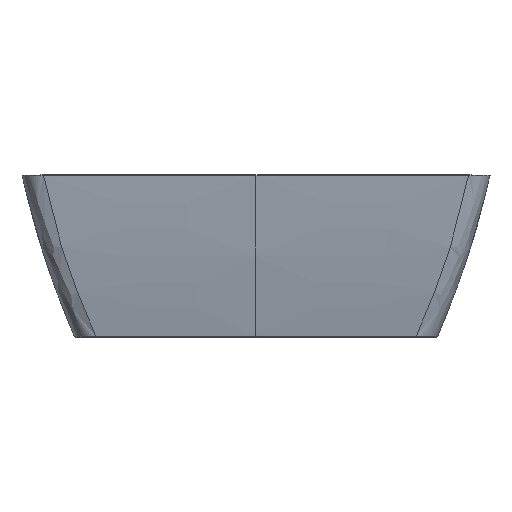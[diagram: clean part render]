
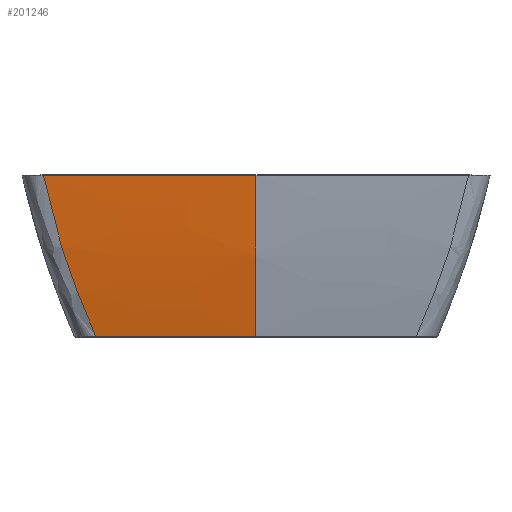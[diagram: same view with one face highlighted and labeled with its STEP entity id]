
A CAD part, top view. The second image highlights one B-rep face of the part: STEP entity #201246.
In plain terms, the highlighted free-form (B-spline) face has degree [5, 3] with [7, 4] control points.
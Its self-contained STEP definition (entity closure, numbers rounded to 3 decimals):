
#152772=CARTESIAN_POINT('',(-614.064,-617.666,
296.532));
#152929=CARTESIAN_POINT('',(-814.751,-1.251,
396.876));
#152930=CARTESIAN_POINT('',(-810.102,-24.685,
394.551));
#152931=CARTESIAN_POINT('',(-785.584,-139.968,
382.292));
#152932=CARTESIAN_POINT('',(-727.127,-346.3,
353.064));
#152933=CARTESIAN_POINT('',(-655.081,-527.59,
317.041));
#152934=CARTESIAN_POINT('',(-614.064,-617.666,
296.532));
#153224=DIRECTION('',(-1.,0.,0.));
#153225=VECTOR('',#153224,614.064);
#153226=CARTESIAN_POINT('',(0.,-617.666,
296.532));
#153227=LINE('',#153226,#153225);
#153231=DIRECTION('',(1.,0.,0.));
#153232=VECTOR('',#153231,364.751);
#153233=CARTESIAN_POINT('',(-814.751,-1.251,
396.876));
#153234=LINE('',#153233,#153232);
#153238=DIRECTION('',(1.,0.,0.));
#153239=VECTOR('',#153238,450.);
#153240=CARTESIAN_POINT('',(-450.,-1.244,
396.876));
#153241=LINE('',#153240,#153239);
#153245=CARTESIAN_POINT('',(0.,-617.666,
296.532));
#153246=CARTESIAN_POINT('',(0.,-527.59,
317.041));
#153247=CARTESIAN_POINT('',(0.,-346.3,353.064));
#153248=CARTESIAN_POINT('',(0.,-139.965,382.292));
#153249=CARTESIAN_POINT('',(0.,-24.678,394.552));
#153250=CARTESIAN_POINT('',(0.,-1.241,396.877));
#154739=CARTESIAN_POINT('',(0.,-1.241,396.877));
#154740=VERTEX_POINT('',#154739);
#154742=CARTESIAN_POINT('',(-450.,-1.244,
396.876));
#154743=VERTEX_POINT('',#154742);
#154745=CARTESIAN_POINT('',(-814.751,-1.251,
396.876));
#154746=VERTEX_POINT('',#154745);
#154831=VERTEX_POINT('',#152772);
#154833=CARTESIAN_POINT('',(0.,-617.666,
296.532));
#154834=VERTEX_POINT('',#154833);
#201208=CARTESIAN_POINT('',(-617.502,-623.526,
295.194));
#201209=CARTESIAN_POINT('',(-409.63,-623.526,
295.194));
#201210=CARTESIAN_POINT('',(-201.758,-623.526,
295.194));
#201211=CARTESIAN_POINT('',(6.114,-623.526,
295.194));
#201212=CARTESIAN_POINT('',(-668.019,-514.292,
320.203));
#201213=CARTESIAN_POINT('',(-443.142,-514.292,
320.203));
#201214=CARTESIAN_POINT('',(-218.264,-514.292,
320.203));
#201215=CARTESIAN_POINT('',(6.614,-514.292,
320.203));
#201216=CARTESIAN_POINT('',(-718.442,-389.264,
345.165));
#201217=CARTESIAN_POINT('',(-476.59,-389.264,
345.165));
#201218=CARTESIAN_POINT('',(-234.739,-389.264,
345.165));
#201219=CARTESIAN_POINT('',(7.113,-389.264,
345.165));
#201220=CARTESIAN_POINT('',(-760.801,-263.477,
366.134));
#201221=CARTESIAN_POINT('',(-504.69,-263.477,
366.134));
#201222=CARTESIAN_POINT('',(-248.579,-263.477,
366.134));
#201223=CARTESIAN_POINT('',(7.533,-263.477,
366.134));
#201224=CARTESIAN_POINT('',(-795.038,-137.102,
383.083));
#201225=CARTESIAN_POINT('',(-527.401,-137.102,
383.083));
#201226=CARTESIAN_POINT('',(-259.765,-137.102,
383.083));
#201227=CARTESIAN_POINT('',(7.872,-137.102,
383.083));
#201228=CARTESIAN_POINT('',(-821.115,-10.311,
395.992));
#201229=CARTESIAN_POINT('',(-544.7,-10.311,
395.992));
#201230=CARTESIAN_POINT('',(-268.285,-10.311,
395.992));
#201231=CARTESIAN_POINT('',(8.13,-10.311,
395.992));
#201232=CARTESIAN_POINT('',(-824.144,5.002,
397.492));
#201233=CARTESIAN_POINT('',(-546.709,5.002,
397.492));
#201234=CARTESIAN_POINT('',(-269.275,5.002,
397.492));
#201235=CARTESIAN_POINT('',(8.16,5.002,
397.492));
#201236=B_SPLINE_SURFACE_WITH_KNOTS('',5,3,((#201208,#201209,#201210,#201211),(
#201212,#201213,#201214,#201215),(#201216,#201217,#201218,#201219),(#201220,
#201221,#201222,#201223),(#201224,#201225,#201226,#201227),(#201228,#201229,
#201230,#201231),(#201232,#201233,#201234,#201235)),.UNSPECIFIED.,.F.,.F.,.F.,
(6,1,6),(4,4),(-0.006,0.9,1.024),(-0.01,
1.01),.UNSPECIFIED.);
#201238=ORIENTED_EDGE('',*,*,#201237,.T.);
#201239=ORIENTED_EDGE('',*,*,#200220,.F.);
#201240=ORIENTED_EDGE('',*,*,#166330,.T.);
#201241=ORIENTED_EDGE('',*,*,#166381,.T.);
#201243=ORIENTED_EDGE('',*,*,#201242,.F.);
#201244=EDGE_LOOP('',(#201238,#201239,#201240,#201241,#201243));
#201245=FACE_OUTER_BOUND('',#201244,.F.);
#152935=B_SPLINE_CURVE_WITH_KNOTS('',3,(#152929,#152930,#152931,#152932,#152933,
#152934),.UNSPECIFIED.,.F.,.F.,(4,1,1,4),(0.,0.113,
0.557,1.),.UNSPECIFIED.);
#153251=B_SPLINE_CURVE_WITH_KNOTS('',3,(#153245,#153246,#153247,#153248,#153249,
#153250),.UNSPECIFIED.,.F.,.F.,(4,1,1,4),(0.,0.443,
0.887,1.),.UNSPECIFIED.);
#166330=EDGE_CURVE('',#154746,#154743,#153234,.T.);
#166381=EDGE_CURVE('',#154743,#154740,#153241,.T.);
#200220=EDGE_CURVE('',#154746,#154831,#152935,.T.);
#201237=EDGE_CURVE('',#154834,#154831,#153227,.T.);
#201242=EDGE_CURVE('',#154834,#154740,#153251,.T.);
#201246=ADVANCED_FACE('',(#201245),#201236,.F.);
